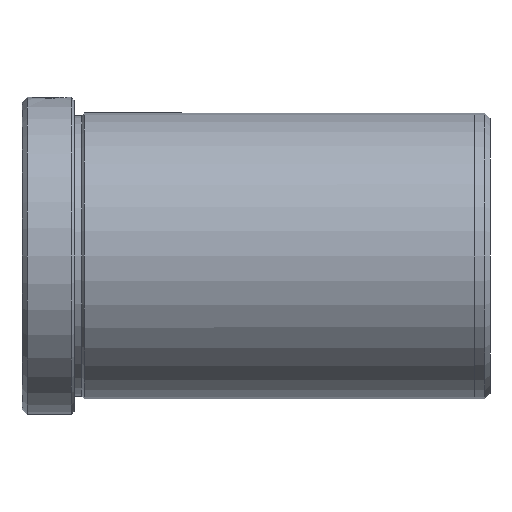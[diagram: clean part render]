
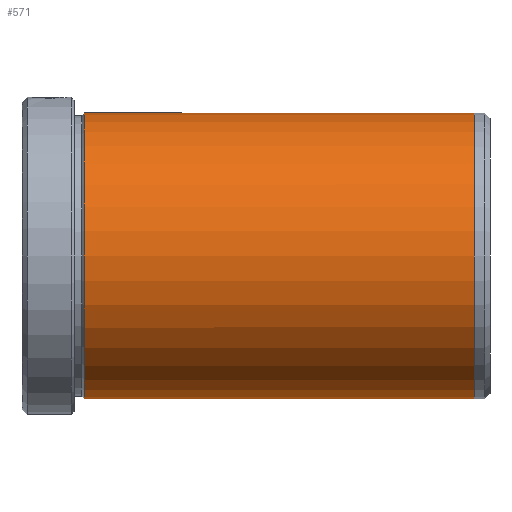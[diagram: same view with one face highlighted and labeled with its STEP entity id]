
A CAD part, left-side view. The second image highlights one B-rep face of the part: STEP entity #571.
In plain terms, the highlighted cylindrical face has radius 27.5 mm (diameter 55 mm), a partial arc.
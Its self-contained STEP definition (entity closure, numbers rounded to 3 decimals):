
#30 = DIRECTION ( 'NONE',  ( 0., 0., 1. ) ) ;
#41 = DIRECTION ( 'NONE',  ( 0., 1., 0. ) ) ;
#49 = CARTESIAN_POINT ( 'NONE',  ( 0., -12., 0. ) ) ;
#51 = DIRECTION ( 'NONE',  ( 0., 0., -1. ) ) ;
#94 = ORIENTED_EDGE ( 'NONE', *, *, #1194, .T. ) ;
#139 = CARTESIAN_POINT ( 'NONE',  ( 0., 0., -27.5 ) ) ;
#173 = DIRECTION ( 'NONE',  ( 0., 1., 0. ) ) ;
#179 = LINE ( 'NONE', #139, #1644 ) ;
#203 = VERTEX_POINT ( 'NONE', #1038 ) ;
#205 = EDGE_CURVE ( 'NONE', #1530, #786, #316, .T. ) ;
#284 = CIRCLE ( 'NONE', #1146, 27.5 ) ;
#316 = CIRCLE ( 'NONE', #1608, 27.5 ) ;
#442 = EDGE_LOOP ( 'NONE', ( #1627, #958, #94, #894 ) ) ;
#464 = CARTESIAN_POINT ( 'NONE',  ( 0., -12., 27.5 ) ) ;
#504 = VECTOR ( 'NONE', #173, 1000. ) ;
#526 = EDGE_CURVE ( 'NONE', #1605, #1530, #179, .T. ) ;
#561 = DIRECTION ( 'NONE',  ( 0., 1., 0. ) ) ;
#571 = ADVANCED_FACE ( 'NONE', ( #1215 ), #1168, .T. ) ;
#786 = VERTEX_POINT ( 'NONE', #464 ) ;
#850 = CARTESIAN_POINT ( 'NONE',  ( 0., 0., 0. ) ) ;
#893 = DIRECTION ( 'NONE',  ( 0., -1., 0. ) ) ;
#894 = ORIENTED_EDGE ( 'NONE', *, *, #205, .F. ) ;
#922 = CARTESIAN_POINT ( 'NONE',  ( 0., -87., -27.5 ) ) ;
#958 = ORIENTED_EDGE ( 'NONE', *, *, #1268, .F. ) ;
#1001 = AXIS2_PLACEMENT_3D ( 'NONE', #850, #1727, #1282 ) ;
#1038 = CARTESIAN_POINT ( 'NONE',  ( 0., -87., 27.5 ) ) ;
#1146 = AXIS2_PLACEMENT_3D ( 'NONE', #1756, #893, #51 ) ;
#1166 = LINE ( 'NONE', #1813, #504 ) ;
#1168 = CYLINDRICAL_SURFACE ( 'NONE', #1001, 27.5 ) ;
#1194 = EDGE_CURVE ( 'NONE', #203, #786, #1166, .T. ) ;
#1215 = FACE_OUTER_BOUND ( 'NONE', #442, .T. ) ;
#1268 = EDGE_CURVE ( 'NONE', #203, #1605, #284, .T. ) ;
#1282 = DIRECTION ( 'NONE',  ( 0., 0., 1. ) ) ;
#1530 = VERTEX_POINT ( 'NONE', #1759 ) ;
#1605 = VERTEX_POINT ( 'NONE', #922 ) ;
#1608 = AXIS2_PLACEMENT_3D ( 'NONE', #49, #41, #30 ) ;
#1627 = ORIENTED_EDGE ( 'NONE', *, *, #526, .F. ) ;
#1644 = VECTOR ( 'NONE', #561, 1000. ) ;
#1727 = DIRECTION ( 'NONE',  ( 0., 1., 0. ) ) ;
#1756 = CARTESIAN_POINT ( 'NONE',  ( 0., -87., 0. ) ) ;
#1759 = CARTESIAN_POINT ( 'NONE',  ( 0., -12., -27.5 ) ) ;
#1813 = CARTESIAN_POINT ( 'NONE',  ( 0., 0., 27.5 ) ) ;
